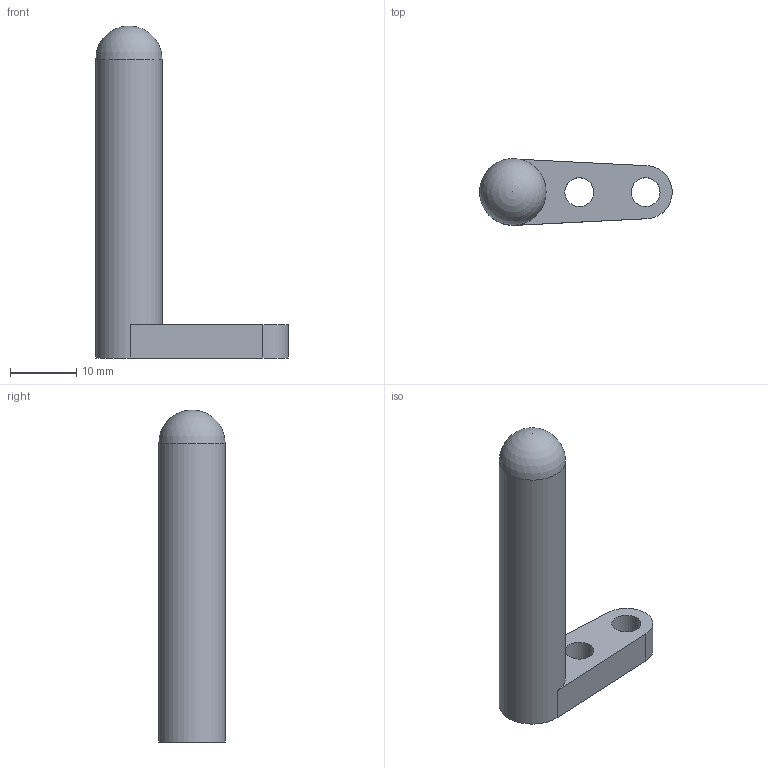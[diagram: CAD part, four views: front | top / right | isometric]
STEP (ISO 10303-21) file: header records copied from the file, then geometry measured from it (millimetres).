
FILE_DESCRIPTION(('FreeCAD Model'),'2;1');
FILE_NAME('Open CASCADE Shape Model','2025-02-26T18:29:52',(''),(''), 'Open CASCADE STEP processor 7.7','FreeCAD','Unknown');
FILE_SCHEMA(('AUTOMOTIVE_DESIGN { 1 0 10303 214 1 1 1 1 }'));
Length unit declared in the file: millimetre
Products named in the file (1): Support Slider
Bounding box: 28.98 x 9.99 x 50 mm (x, y, z)
Volume: 4477.9 mm3; surface area: 2243.3 mm2
Topology: 1 solids, 1 shells, 9 faces, 23 edges, 15 vertices
Faces by surface type: plane 4, cylinder 4, sphere 1
Full cylindrical faces by diameter (mm): 4.35 x2, 10 x1
Entity records: 304 total; most frequent: DIRECTION 52, CARTESIAN_POINT 48, ORIENTED_EDGE 44, EDGE_CURVE 22, AXIS2_PLACEMENT_3D 21, VERTEX_POINT 15, FACE_BOUND 13, EDGE_LOOP 13
